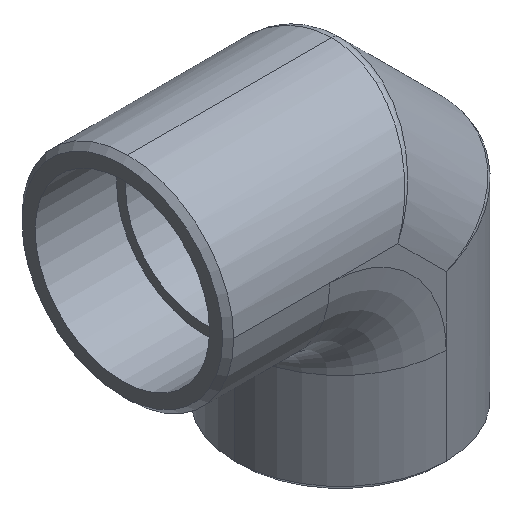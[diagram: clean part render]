
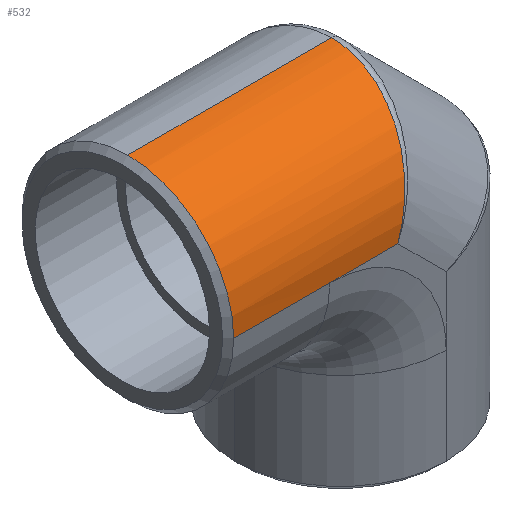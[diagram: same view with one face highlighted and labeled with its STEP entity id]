
A CAD part, isometric view. The second image highlights one B-rep face of the part: STEP entity #532.
In plain terms, the highlighted cylindrical face has radius 16.5 mm (diameter 33 mm), a partial arc.
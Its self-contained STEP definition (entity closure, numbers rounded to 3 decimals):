
#10 = VERTEX_POINT ( 'NONE', #29 ) ;
#16 = VERTEX_POINT ( 'NONE', #34 ) ;
#17 = VERTEX_POINT ( 'NONE', #35 ) ;
#18 = VERTEX_POINT ( 'NONE', #36 ) ;
#21 = VERTEX_POINT ( 'NONE', #39 ) ;
#29 = CARTESIAN_POINT ( 'NONE',  ( -33.14, 0., 16.5 ) ) ;
#34 = CARTESIAN_POINT ( 'NONE',  ( -1.406, 0., 16.5 ) ) ;
#35 = CARTESIAN_POINT ( 'NONE',  ( -18.15, -16.5, 0. ) ) ;
#36 = CARTESIAN_POINT ( 'NONE',  ( -7.557, -16.5, 0. ) ) ;
#39 = CARTESIAN_POINT ( 'NONE',  ( -33.14, -16.5, 0. ) ) ;
#54 = DIRECTION ( 'NONE',  ( 0., 0., -1. ) ) ;
#55 = DIRECTION ( 'NONE',  ( 1., 0., 0. ) ) ;
#56 = CARTESIAN_POINT ( 'NONE',  ( -34., 0., 0. ) ) ;
#389 = CARTESIAN_POINT ( 'NONE',  ( -34., -16.5, 0. ) ) ;
#390 = DIRECTION ( 'NONE',  ( -1., 0., 0. ) ) ;
#409 = CARTESIAN_POINT ( 'NONE',  ( -33.14, 0., 0. ) ) ;
#410 = DIRECTION ( 'NONE',  ( 1., 0., 0. ) ) ;
#411 = DIRECTION ( 'NONE',  ( 0., 0., -1. ) ) ;
#425 = CARTESIAN_POINT ( 'NONE',  ( -7.557, -16.5, 0. ) ) ;
#430 = CARTESIAN_POINT ( 'NONE',  ( -3.953, -16.5, 9.665 ) ) ;
#431 = CARTESIAN_POINT ( 'NONE',  ( -1.406, -9.665, 16.5 ) ) ;
#432 = CARTESIAN_POINT ( 'NONE',  ( -1.406, 0., 16.5 ) ) ;
#436 = CARTESIAN_POINT ( 'NONE',  ( -34., -16.5, 0. ) ) ;
#437 = DIRECTION ( 'NONE',  ( -1., 0., 0. ) ) ;
#438 = CARTESIAN_POINT ( 'NONE',  ( -34., 0., 16.5 ) ) ;
#445 = DIRECTION ( 'NONE',  ( -1., 0., 0. ) ) ;
#532 = ADVANCED_FACE ( 'NONE', ( #838 ), #831, .T. ) ;
#595 = EDGE_CURVE ( 'NONE', #18, #17, #907, .T. ) ;
#600 = AXIS2_PLACEMENT_3D ( 'NONE', #56, #55, #54 ) ;
#616 = EDGE_CURVE ( 'NONE', #10, #21, #919, .T. ) ;
#629 = AXIS2_PLACEMENT_3D ( 'NONE', #409, #410, #411 ) ;
#635 = EDGE_CURVE ( 'NONE', #18, #16, #685, .T. ) ;
#637 = EDGE_CURVE ( 'NONE', #17, #21, #928, .T. ) ;
#641 = EDGE_CURVE ( 'NONE', #16, #10, #932, .T. ) ;
#685 =( BOUNDED_CURVE ( )  B_SPLINE_CURVE ( 3, ( #425, #430, #431, #432 ),
 .UNSPECIFIED., .F., .T. ) 
 B_SPLINE_CURVE_WITH_KNOTS ( ( 4, 4 ),
 ( 4.712, 6.283 ),
 .UNSPECIFIED. ) 
 CURVE ( )  GEOMETRIC_REPRESENTATION_ITEM ( )  RATIONAL_B_SPLINE_CURVE ( ( 1., 0.805, 0.805, 1. ) ) 
 REPRESENTATION_ITEM ( '' )  );
#717 = EDGE_LOOP ( 'NONE', ( #746, #737, #741, #740, #757 ) ) ;
#737 = ORIENTED_EDGE ( 'NONE', *, *, #616, .T. ) ;
#740 = ORIENTED_EDGE ( 'NONE', *, *, #595, .F. ) ;
#741 = ORIENTED_EDGE ( 'NONE', *, *, #637, .F. ) ;
#746 = ORIENTED_EDGE ( 'NONE', *, *, #641, .T. ) ;
#757 = ORIENTED_EDGE ( 'NONE', *, *, #635, .T. ) ;
#831 = CYLINDRICAL_SURFACE ( 'NONE', #600, 16.5 ) ;
#838 = FACE_OUTER_BOUND ( 'NONE', #717, .T. ) ;
#907 = LINE ( 'NONE', #389, #909 ) ;
#909 = VECTOR ( 'NONE', #390, 1000. ) ;
#919 = CIRCLE ( 'NONE', #629, 16.5 ) ;
#928 = LINE ( 'NONE', #436, #929 ) ;
#929 = VECTOR ( 'NONE', #437, 1000. ) ;
#930 = VECTOR ( 'NONE', #445, 1000. ) ;
#932 = LINE ( 'NONE', #438, #930 ) ;
